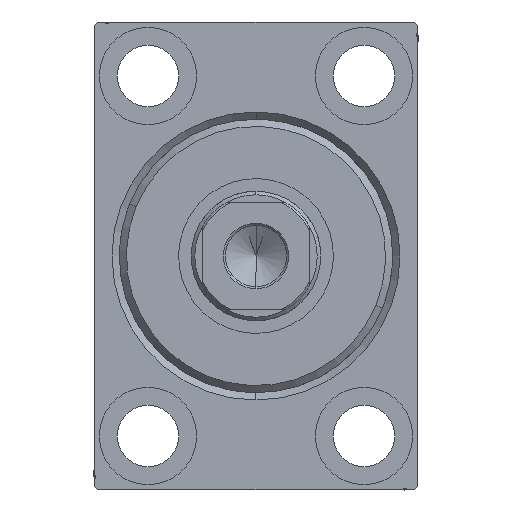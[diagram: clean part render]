
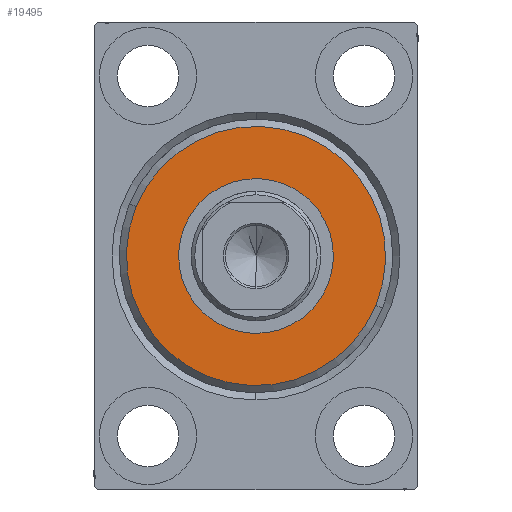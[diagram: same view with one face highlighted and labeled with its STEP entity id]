
A CAD part, left-side view. The second image highlights one B-rep face of the part: STEP entity #19495.
In plain terms, the highlighted face is planar.
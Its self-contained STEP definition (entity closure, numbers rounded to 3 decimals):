
#430 = ORIENTED_EDGE ( 'NONE', *, *, #18794, .T. ) ;
#705 = CARTESIAN_POINT ( 'NONE',  ( 3., 0., 0. ) ) ;
#1222 = EDGE_CURVE ( 'NONE', #14273, #18487, #4560, .T. ) ;
#4560 = CIRCLE ( 'NONE', #30836, 18. ) ;
#4865 = CIRCLE ( 'NONE', #38289, 18. ) ;
#5186 = EDGE_CURVE ( 'NONE', #13651, #38867, #21002, .T. ) ;
#5449 = AXIS2_PLACEMENT_3D ( 'NONE', #5551, #22889, #9097 ) ;
#5551 = CARTESIAN_POINT ( 'NONE',  ( 3., 0., 0. ) ) ;
#6238 = CARTESIAN_POINT ( 'NONE',  ( 3., 0., -10.75 ) ) ;
#7948 = DIRECTION ( 'NONE',  ( 0., 0., -1. ) ) ;
#8717 = EDGE_CURVE ( 'NONE', #38867, #13651, #37393, .T. ) ;
#8785 = CARTESIAN_POINT ( 'NONE',  ( 3., 0., 0. ) ) ;
#9097 = DIRECTION ( 'NONE',  ( 0., 0., -1. ) ) ;
#10616 = CARTESIAN_POINT ( 'NONE',  ( 3., 0., 10.75 ) ) ;
#10846 = DIRECTION ( 'NONE',  ( -1., 0., 0. ) ) ;
#10929 = FACE_BOUND ( 'NONE', #33263, .T. ) ;
#10961 = CARTESIAN_POINT ( 'NONE',  ( 3., 0., -18. ) ) ;
#11257 = EDGE_LOOP ( 'NONE', ( #430, #26905 ) ) ;
#13651 = VERTEX_POINT ( 'NONE', #10616 ) ;
#14273 = VERTEX_POINT ( 'NONE', #10961 ) ;
#18487 = VERTEX_POINT ( 'NONE', #39318 ) ;
#18794 = EDGE_CURVE ( 'NONE', #18487, #14273, #4865, .T. ) ;
#18867 = AXIS2_PLACEMENT_3D ( 'NONE', #24652, #10846, #7948 ) ;
#19495 = ADVANCED_FACE ( 'NONE', ( #37642, #10929 ), #20715, .T. ) ;
#20282 = DIRECTION ( 'NONE',  ( 1., 0., 0. ) ) ;
#20715 = PLANE ( 'NONE',  #37554 ) ;
#21002 = CIRCLE ( 'NONE', #18867, 10.75 ) ;
#22365 = DIRECTION ( 'NONE',  ( 0., 0., -1. ) ) ;
#22889 = DIRECTION ( 'NONE',  ( -1., 0., 0. ) ) ;
#24652 = CARTESIAN_POINT ( 'NONE',  ( 3., 0., 0. ) ) ;
#25035 = DIRECTION ( 'NONE',  ( 1., 0., 0. ) ) ;
#26905 = ORIENTED_EDGE ( 'NONE', *, *, #1222, .T. ) ;
#28059 = DIRECTION ( 'NONE',  ( 0., 0., -1. ) ) ;
#30836 = AXIS2_PLACEMENT_3D ( 'NONE', #33640, #20282, #43871 ) ;
#33263 = EDGE_LOOP ( 'NONE', ( #40046, #38955 ) ) ;
#33640 = CARTESIAN_POINT ( 'NONE',  ( 3., 0., 0. ) ) ;
#37393 = CIRCLE ( 'NONE', #5449, 10.75 ) ;
#37554 = AXIS2_PLACEMENT_3D ( 'NONE', #705, #41642, #28059 ) ;
#37642 = FACE_OUTER_BOUND ( 'NONE', #11257, .T. ) ;
#38289 = AXIS2_PLACEMENT_3D ( 'NONE', #8785, #25035, #22365 ) ;
#38867 = VERTEX_POINT ( 'NONE', #6238 ) ;
#38955 = ORIENTED_EDGE ( 'NONE', *, *, #8717, .T. ) ;
#39318 = CARTESIAN_POINT ( 'NONE',  ( 3., 0., 18. ) ) ;
#40046 = ORIENTED_EDGE ( 'NONE', *, *, #5186, .T. ) ;
#41642 = DIRECTION ( 'NONE',  ( 1., 0., 0. ) ) ;
#43871 = DIRECTION ( 'NONE',  ( 0., 0., -1. ) ) ;
